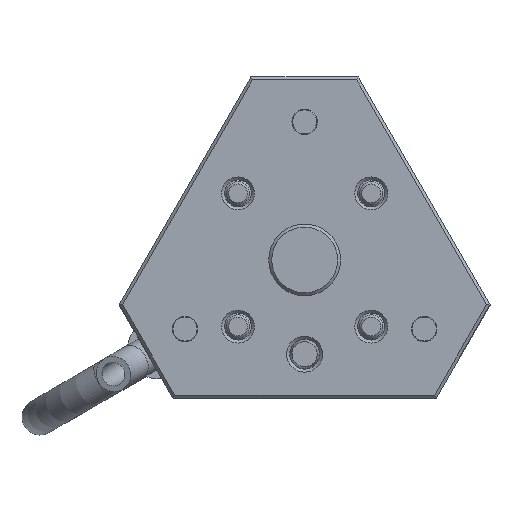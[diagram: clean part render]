
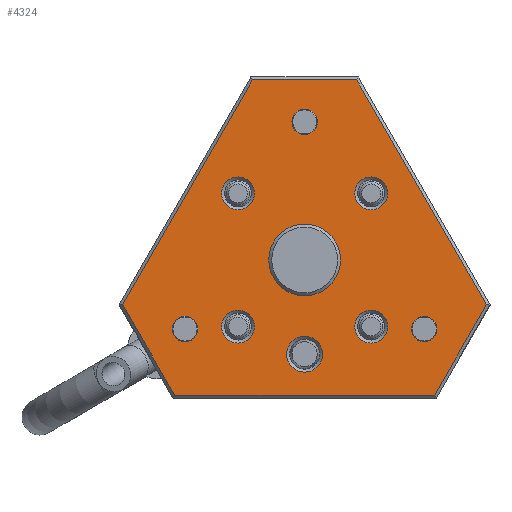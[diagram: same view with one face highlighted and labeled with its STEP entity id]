
A CAD part, top view. The second image highlights one B-rep face of the part: STEP entity #4324.
In plain terms, the highlighted planar face has unit normal (0, 0, 1).
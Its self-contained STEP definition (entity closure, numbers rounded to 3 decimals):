
#351=FACE_BOUND('',#1326,.T.);
#352=FACE_BOUND('',#1327,.T.);
#353=FACE_BOUND('',#1328,.T.);
#354=FACE_BOUND('',#1329,.T.);
#355=FACE_BOUND('',#1330,.T.);
#356=FACE_BOUND('',#1331,.T.);
#357=FACE_BOUND('',#1332,.T.);
#358=FACE_BOUND('',#1333,.T.);
#359=FACE_BOUND('',#1334,.T.);
#432=LINE('',#6746,#741);
#433=LINE('',#6748,#742);
#434=LINE('',#6750,#743);
#435=LINE('',#6752,#744);
#436=LINE('',#6754,#745);
#437=LINE('',#6755,#746);
#741=VECTOR('',#5355,10.);
#742=VECTOR('',#5356,10.);
#743=VECTOR('',#5357,10.);
#744=VECTOR('',#5358,10.);
#745=VECTOR('',#5359,10.);
#746=VECTOR('',#5360,10.);
#1041=FACE_OUTER_BOUND('',#1325,.T.);
#1325=EDGE_LOOP('',(#2993,#2994,#2995,#2996,#2997,#2998));
#1326=EDGE_LOOP('',(#2999));
#1327=EDGE_LOOP('',(#3000));
#1328=EDGE_LOOP('',(#3001));
#1329=EDGE_LOOP('',(#3002));
#1330=EDGE_LOOP('',(#3003));
#1331=EDGE_LOOP('',(#3004));
#1332=EDGE_LOOP('',(#3005));
#1333=EDGE_LOOP('',(#3006));
#1334=EDGE_LOOP('',(#3007));
#1650=CIRCLE('',#4722,6.);
#1651=CIRCLE('',#4725,2.75);
#1654=CIRCLE('',#4729,2.75);
#1655=CIRCLE('',#4730,2.75);
#1656=CIRCLE('',#4731,3.);
#1657=CIRCLE('',#4732,2.117);
#1658=CIRCLE('',#4733,2.117);
#1659=CIRCLE('',#4734,2.117);
#1660=CIRCLE('',#4735,2.75);
#1901=VERTEX_POINT('',#6731);
#1902=VERTEX_POINT('',#6736);
#1905=VERTEX_POINT('',#6744);
#1906=VERTEX_POINT('',#6745);
#1907=VERTEX_POINT('',#6747);
#1908=VERTEX_POINT('',#6749);
#1909=VERTEX_POINT('',#6751);
#1910=VERTEX_POINT('',#6753);
#1911=VERTEX_POINT('',#6756);
#1912=VERTEX_POINT('',#6758);
#1913=VERTEX_POINT('',#6760);
#1914=VERTEX_POINT('',#6762);
#1915=VERTEX_POINT('',#6764);
#1916=VERTEX_POINT('',#6766);
#1917=VERTEX_POINT('',#6768);
#2305=EDGE_CURVE('',#1901,#1901,#1650,.T.);
#2306=EDGE_CURVE('',#1902,#1902,#1651,.T.);
#2310=EDGE_CURVE('',#1905,#1906,#432,.T.);
#2311=EDGE_CURVE('',#1907,#1905,#433,.T.);
#2312=EDGE_CURVE('',#1908,#1907,#434,.T.);
#2313=EDGE_CURVE('',#1909,#1908,#435,.T.);
#2314=EDGE_CURVE('',#1910,#1909,#436,.T.);
#2315=EDGE_CURVE('',#1906,#1910,#437,.T.);
#2316=EDGE_CURVE('',#1911,#1911,#1654,.T.);
#2317=EDGE_CURVE('',#1912,#1912,#1655,.T.);
#2318=EDGE_CURVE('',#1913,#1913,#1656,.T.);
#2319=EDGE_CURVE('',#1914,#1914,#1657,.T.);
#2320=EDGE_CURVE('',#1915,#1915,#1658,.T.);
#2321=EDGE_CURVE('',#1916,#1916,#1659,.T.);
#2322=EDGE_CURVE('',#1917,#1917,#1660,.T.);
#2993=ORIENTED_EDGE('',*,*,#2310,.F.);
#2994=ORIENTED_EDGE('',*,*,#2311,.F.);
#2995=ORIENTED_EDGE('',*,*,#2312,.F.);
#2996=ORIENTED_EDGE('',*,*,#2313,.F.);
#2997=ORIENTED_EDGE('',*,*,#2314,.F.);
#2998=ORIENTED_EDGE('',*,*,#2315,.F.);
#2999=ORIENTED_EDGE('',*,*,#2316,.F.);
#3000=ORIENTED_EDGE('',*,*,#2317,.F.);
#3001=ORIENTED_EDGE('',*,*,#2318,.F.);
#3002=ORIENTED_EDGE('',*,*,#2319,.T.);
#3003=ORIENTED_EDGE('',*,*,#2320,.T.);
#3004=ORIENTED_EDGE('',*,*,#2321,.T.);
#3005=ORIENTED_EDGE('',*,*,#2305,.T.);
#3006=ORIENTED_EDGE('',*,*,#2322,.F.);
#3007=ORIENTED_EDGE('',*,*,#2306,.F.);
#4178=PLANE('',#4728);
#4324=ADVANCED_FACE('',(#1041,#351,#352,#353,#354,#355,#356,#357,#358,#359),
#4178,.T.);
#4722=AXIS2_PLACEMENT_3D('',#6733,#5340,#5341);
#4725=AXIS2_PLACEMENT_3D('',#6737,#5346,#5347);
#4728=AXIS2_PLACEMENT_3D('',#6743,#5353,#5354);
#4729=AXIS2_PLACEMENT_3D('',#6757,#5361,#5362);
#4730=AXIS2_PLACEMENT_3D('',#6759,#5363,#5364);
#4731=AXIS2_PLACEMENT_3D('',#6761,#5365,#5366);
#4732=AXIS2_PLACEMENT_3D('',#6763,#5367,#5368);
#4733=AXIS2_PLACEMENT_3D('',#6765,#5369,#5370);
#4734=AXIS2_PLACEMENT_3D('',#6767,#5371,#5372);
#4735=AXIS2_PLACEMENT_3D('',#6769,#5373,#5374);
#5340=DIRECTION('center_axis',(0.,0.,-1.));
#5341=DIRECTION('ref_axis',(1.,0.,0.));
#5346=DIRECTION('center_axis',(0.,0.,1.));
#5347=DIRECTION('ref_axis',(-1.,0.,0.));
#5353=DIRECTION('center_axis',(0.,0.,1.));
#5354=DIRECTION('ref_axis',(1.,0.,0.));
#5355=DIRECTION('',(0.5,-0.866,0.));
#5356=DIRECTION('',(1.,0.,0.));
#5357=DIRECTION('',(0.5,0.866,0.));
#5358=DIRECTION('',(-0.5,0.866,0.));
#5359=DIRECTION('',(-1.,0.,0.));
#5360=DIRECTION('',(-0.5,-0.866,0.));
#5361=DIRECTION('center_axis',(0.,0.,1.));
#5362=DIRECTION('ref_axis',(-1.,0.,0.));
#5363=DIRECTION('center_axis',(0.,0.,1.));
#5364=DIRECTION('ref_axis',(-1.,0.,0.));
#5365=DIRECTION('center_axis',(0.,0.,1.));
#5366=DIRECTION('ref_axis',(1.,0.,0.));
#5367=DIRECTION('center_axis',(0.,0.,-1.));
#5368=DIRECTION('ref_axis',(1.,0.,0.));
#5369=DIRECTION('center_axis',(0.,0.,-1.));
#5370=DIRECTION('ref_axis',(1.,0.,0.));
#5371=DIRECTION('center_axis',(0.,0.,-1.));
#5372=DIRECTION('ref_axis',(1.,0.,0.));
#5373=DIRECTION('center_axis',(0.,0.,1.));
#5374=DIRECTION('ref_axis',(-1.,0.,0.));
#6731=CARTESIAN_POINT('',(-6.,0.,0.));
#6733=CARTESIAN_POINT('Origin',(0.,0.,0.));
#6736=CARTESIAN_POINT('',(13.887,-11.137,0.));
#6737=CARTESIAN_POINT('Origin',(11.137,-11.137,0.));
#6743=CARTESIAN_POINT('Origin',(0.,11.547,
0.));
#6744=CARTESIAN_POINT('',(8.711,30.1,0.));
#6745=CARTESIAN_POINT('',(30.423,-7.506,0.));
#6746=CARTESIAN_POINT('',(7.067,32.948,0.));
#6747=CARTESIAN_POINT('',(-8.711,30.1,0.));
#6748=CARTESIAN_POINT('',(0.,30.1,0.));
#6749=CARTESIAN_POINT('',(-30.423,-7.506,0.));
#6750=CARTESIAN_POINT('',(-27.067,-1.693,0.));
#6751=CARTESIAN_POINT('',(-21.711,-22.594,0.));
#6752=CARTESIAN_POINT('',(-28.567,-10.72,0.));
#6753=CARTESIAN_POINT('',(21.711,-22.594,0.));
#6754=CARTESIAN_POINT('',(20.,-22.594,0.));
#6755=CARTESIAN_POINT('',(28.567,-10.72,0.));
#6756=CARTESIAN_POINT('',(-8.387,-11.137,0.));
#6757=CARTESIAN_POINT('Origin',(-11.137,-11.137,0.));
#6758=CARTESIAN_POINT('',(13.887,11.137,0.));
#6759=CARTESIAN_POINT('Origin',(11.137,11.137,0.));
#6760=CARTESIAN_POINT('',(-3.,-15.75,0.));
#6761=CARTESIAN_POINT('Origin',(0.,-15.75,0.));
#6762=CARTESIAN_POINT('',(-22.117,-11.547,0.));
#6763=CARTESIAN_POINT('Origin',(-20.,-11.547,0.));
#6764=CARTESIAN_POINT('',(17.883,-11.547,0.));
#6765=CARTESIAN_POINT('Origin',(20.,-11.547,0.));
#6766=CARTESIAN_POINT('',(-2.117,23.094,0.));
#6767=CARTESIAN_POINT('Origin',(0.,23.094,0.));
#6768=CARTESIAN_POINT('',(-8.387,11.137,0.));
#6769=CARTESIAN_POINT('Origin',(-11.137,11.137,0.));
